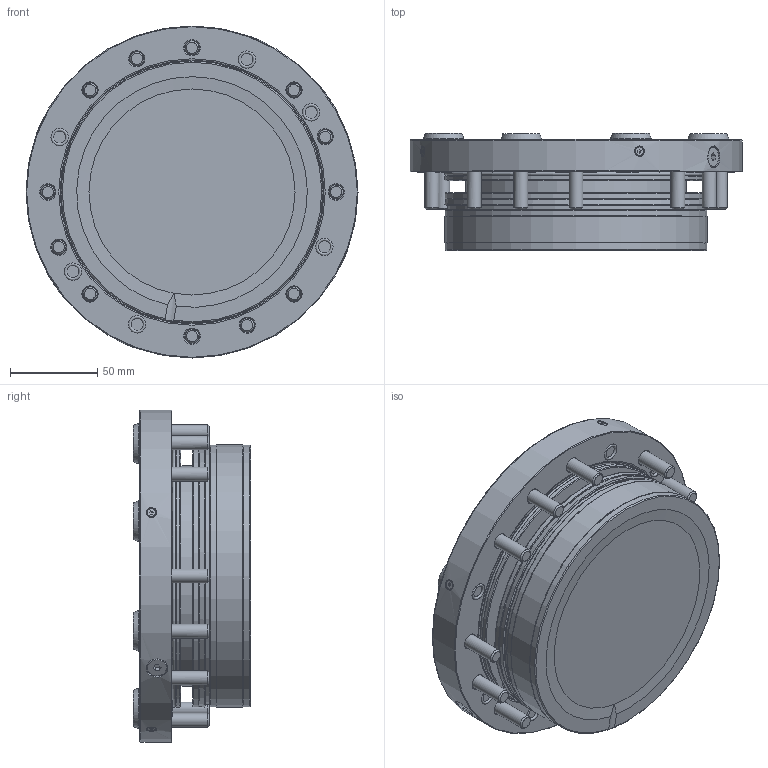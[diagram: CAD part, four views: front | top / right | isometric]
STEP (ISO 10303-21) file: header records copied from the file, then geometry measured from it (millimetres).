
FILE_DESCRIPTION (( 'STEP AP214' ), '1' );
FILE_NAME ('STARK_804 580-02_C.STEP', '2022-05-04T06:40:24', ( '' ), ( '' ), 'SwSTEP 2.0', 'SolidWorks 2021', '' );
FILE_SCHEMA (( 'AUTOMOTIVE_DESIGN' ));
Length unit declared in the file: millimetre
Products named in the file (1): STARK_804 580-02_C
Bounding box: 190 x 67 x 190 mm (x, y, z)
Volume: 1217786.8 mm3; surface area: 138128.3 mm2
Topology: 1 solids, 15 shells, 615 faces, 1557 edges, 1018 vertices
Faces by surface type: cylinder 209, plane 196, cone 138, torus 57, sphere 12, bspline 3
Full cylindrical faces by diameter (mm): 0.4 x4, 0.8 x28, 2.5 x2, 3 x4, 3.8 x4, 4.2 x4, 4.5 x4, 4.6 x4, 5 x2, 5.5 x4, 5.9 x4, 5.95 x8, 6 x8, 7 x1, 8 x12, 8.5 x12, 10 x12, 12 x2, 12.5 x2, 15 x12, 36.6 x2, 37 x2, 48 x1, 59.436 x1, 65 x1, 66.25 x1, 126 x1, 134.9 x2, 140 x1, 142 x2
Entity records: 24963 total; most frequent: CARTESIAN_POINT 7820, DIRECTION 2480, ORIENTED_EDGE 2214, AXIS2_PLACEMENT_3D 1173, EDGE_CURVE 1107, EDGE_LOOP 1034, VERTEX_POINT 861, FACE_OUTER_BOUND 827
